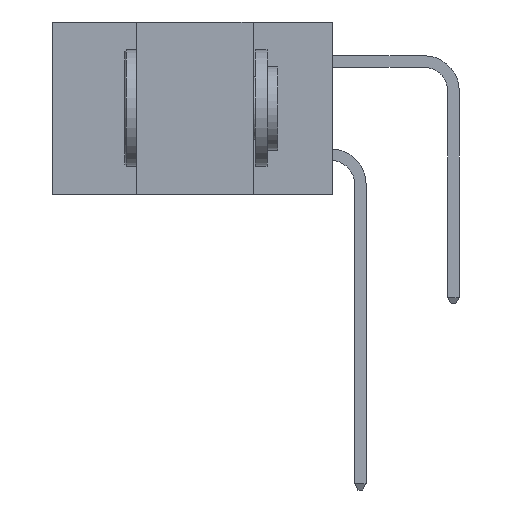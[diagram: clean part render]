
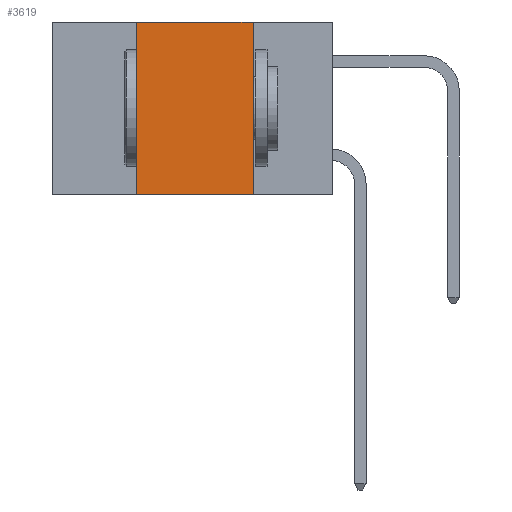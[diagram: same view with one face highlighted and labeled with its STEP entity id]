
A CAD part, left-side view. The second image highlights one B-rep face of the part: STEP entity #3619.
In plain terms, the highlighted planar face has unit normal (-1, 0, 0).
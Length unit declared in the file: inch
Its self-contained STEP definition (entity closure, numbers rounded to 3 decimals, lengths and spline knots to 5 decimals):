
#64 = CARTESIAN_POINT ( 'NONE',  ( 0., 0.17, -0.37 ) ) ;
#642 = LINE ( 'NONE', #13615, #12336 ) ;
#1033 = EDGE_CURVE ( 'NONE', #17891, #4133, #16997, .T. ) ;
#2085 = CARTESIAN_POINT ( 'NONE',  ( 0., 0.17, -0.37 ) ) ;
#2538 = ORIENTED_EDGE ( 'NONE', *, *, #10437, .F. ) ;
#3032 = VERTEX_POINT ( 'NONE', #10317 ) ;
#3063 = DIRECTION ( 'NONE',  ( 0., -1., 0. ) ) ;
#3619 = ADVANCED_FACE ( 'NONE', ( #17123 ), #10953, .F. ) ;
#4133 = VERTEX_POINT ( 'NONE', #64 ) ;
#4601 = LINE ( 'NONE', #16205, #16020 ) ;
#6410 = CARTESIAN_POINT ( 'NONE',  ( 0., 0.42, 0. ) ) ;
#6423 = ORIENTED_EDGE ( 'NONE', *, *, #1033, .F. ) ;
#8269 = AXIS2_PLACEMENT_3D ( 'NONE', #9842, #9644, #9597 ) ;
#8296 = ORIENTED_EDGE ( 'NONE', *, *, #10634, .F. ) ;
#8818 = VERTEX_POINT ( 'NONE', #6410 ) ;
#9597 = DIRECTION ( 'NONE',  ( 0., 0., -1. ) ) ;
#9644 = DIRECTION ( 'NONE',  ( 1., 0., 0. ) ) ;
#9794 = EDGE_LOOP ( 'NONE', ( #6423, #8296, #2538, #12084 ) ) ;
#9842 = CARTESIAN_POINT ( 'NONE',  ( 0., 0.6, 0. ) ) ;
#10317 = CARTESIAN_POINT ( 'NONE',  ( 0., 0.42, -0.37 ) ) ;
#10437 = EDGE_CURVE ( 'NONE', #3032, #8818, #11942, .T. ) ;
#10634 = EDGE_CURVE ( 'NONE', #8818, #17891, #4601, .T. ) ;
#10794 = DIRECTION ( 'NONE',  ( 0., -1., 0. ) ) ;
#10953 = PLANE ( 'NONE',  #8269 ) ;
#11474 = VECTOR ( 'NONE', #13749, 39.37008 ) ;
#11942 = LINE ( 'NONE', #16549, #11474 ) ;
#12084 = ORIENTED_EDGE ( 'NONE', *, *, #19080, .T. ) ;
#12336 = VECTOR ( 'NONE', #3063, 39.37008 ) ;
#13119 = VECTOR ( 'NONE', #18139, 39.37008 ) ;
#13615 = CARTESIAN_POINT ( 'NONE',  ( 0., 0.6, -0.37 ) ) ;
#13749 = DIRECTION ( 'NONE',  ( 0., 0., 1. ) ) ;
#16020 = VECTOR ( 'NONE', #10794, 39.37008 ) ;
#16205 = CARTESIAN_POINT ( 'NONE',  ( 0., 0.6, 0. ) ) ;
#16549 = CARTESIAN_POINT ( 'NONE',  ( 0., 0.42, -0.37 ) ) ;
#16868 = CARTESIAN_POINT ( 'NONE',  ( 0., 0.17, 0. ) ) ;
#16997 = LINE ( 'NONE', #2085, #13119 ) ;
#17123 = FACE_OUTER_BOUND ( 'NONE', #9794, .T. ) ;
#17891 = VERTEX_POINT ( 'NONE', #16868 ) ;
#18139 = DIRECTION ( 'NONE',  ( 0., 0., -1. ) ) ;
#19080 = EDGE_CURVE ( 'NONE', #3032, #4133, #642, .T. ) ;
